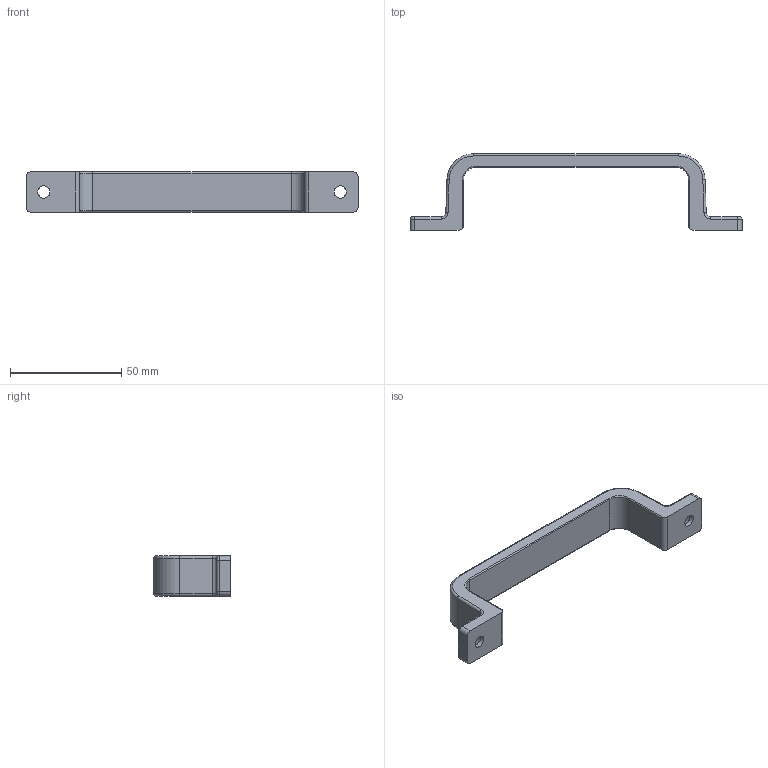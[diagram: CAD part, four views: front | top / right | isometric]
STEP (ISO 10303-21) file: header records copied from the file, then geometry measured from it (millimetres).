
FILE_DESCRIPTION(/* description */ (''),/* implementation_level */ '2;1');
FILE_NAME(/* name */ 'A-CB133.stp',/* time_stamp */ '2024-01-19T13:18:03+09:00',/* author */ ('user'),/* organization */ (''),/* preprocessor_version */ 'ST-DEVELOPER v15.6',/* originating_system */ 'Autodesk Inventor 2015',/* authorisation */ '');
FILE_SCHEMA (('AUTOMOTIVE_DESIGN { 1 0 10303 214 3 1 1 }'));
Length unit declared in the file: millimetre
Products named in the file (1): A-CB133
Bounding box: 149 x 34.3 x 18 mm (x, y, z)
Volume: 22404.3 mm3; surface area: 9632.2 mm2
Topology: 1 solids, 1 shells, 64 faces, 154 edges, 92 vertices
Faces by surface type: cylinder 32, plane 14, torus 12, bspline 4, cone 2
Full cylindrical faces by diameter (mm): 5.5 x2
Entity records: 1898 total; most frequent: CARTESIAN_POINT 371, DIRECTION 344, ORIENTED_EDGE 296, EDGE_CURVE 148, AXIS2_PLACEMENT_3D 139, VERTEX_POINT 90, CIRCLE 78, EDGE_LOOP 72
